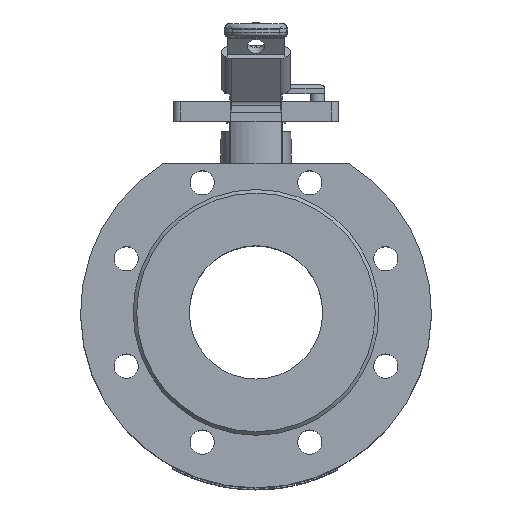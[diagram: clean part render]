
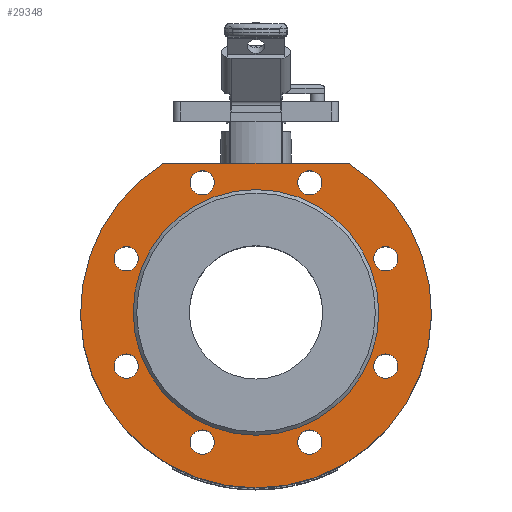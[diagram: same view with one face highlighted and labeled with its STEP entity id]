
A CAD part, top view. The second image highlights one B-rep face of the part: STEP entity #29348.
In plain terms, the highlighted planar face has unit normal (0, 0, 1).
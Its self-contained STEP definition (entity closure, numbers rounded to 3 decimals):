
#199=FACE_BOUND('',#6013,.T.);
#200=FACE_BOUND('',#6014,.T.);
#201=FACE_BOUND('',#6015,.T.);
#202=FACE_BOUND('',#6016,.T.);
#203=FACE_BOUND('',#6017,.T.);
#204=FACE_BOUND('',#6018,.T.);
#205=FACE_BOUND('',#6019,.T.);
#206=FACE_BOUND('',#6020,.T.);
#207=FACE_BOUND('',#6021,.T.);
#3086=CIRCLE('',#30995,100.);
#3088=CIRCLE('',#31012,6.918);
#3093=CIRCLE('',#31019,6.918);
#3098=CIRCLE('',#31026,6.918);
#3103=CIRCLE('',#31033,6.918);
#3108=CIRCLE('',#31040,6.918);
#3113=CIRCLE('',#31047,6.918);
#3118=CIRCLE('',#31054,6.918);
#3123=CIRCLE('',#31061,6.918);
#3132=CIRCLE('',#31080,70.);
#4301=FACE_OUTER_BOUND('',#6012,.T.);
#6012=EDGE_LOOP('',(#23769,#23770));
#6013=EDGE_LOOP('',(#23771));
#6014=EDGE_LOOP('',(#23772));
#6015=EDGE_LOOP('',(#23773));
#6016=EDGE_LOOP('',(#23774));
#6017=EDGE_LOOP('',(#23775));
#6018=EDGE_LOOP('',(#23776));
#6019=EDGE_LOOP('',(#23777));
#6020=EDGE_LOOP('',(#23778));
#6021=EDGE_LOOP('',(#23779));
#7970=LINE('',#58902,#10135);
#10135=VECTOR('',#35381,10.);
#12767=VERTEX_POINT('',#58739);
#12768=VERTEX_POINT('',#58741);
#12770=VERTEX_POINT('',#58761);
#12775=VERTEX_POINT('',#58775);
#12780=VERTEX_POINT('',#58789);
#12785=VERTEX_POINT('',#58803);
#12790=VERTEX_POINT('',#58817);
#12795=VERTEX_POINT('',#58831);
#12800=VERTEX_POINT('',#58845);
#12805=VERTEX_POINT('',#58859);
#12814=VERTEX_POINT('',#58894);
#16519=EDGE_CURVE('',#12768,#12767,#3086,.T.);
#16523=EDGE_CURVE('',#12770,#12770,#3088,.T.);
#16530=EDGE_CURVE('',#12775,#12775,#3093,.T.);
#16537=EDGE_CURVE('',#12780,#12780,#3098,.T.);
#16544=EDGE_CURVE('',#12785,#12785,#3103,.T.);
#16551=EDGE_CURVE('',#12790,#12790,#3108,.T.);
#16558=EDGE_CURVE('',#12795,#12795,#3113,.T.);
#16565=EDGE_CURVE('',#12800,#12800,#3118,.T.);
#16572=EDGE_CURVE('',#12805,#12805,#3123,.T.);
#16588=EDGE_CURVE('',#12814,#12814,#3132,.T.);
#16590=EDGE_CURVE('',#12767,#12768,#7970,.T.);
#23769=ORIENTED_EDGE('',*,*,#16590,.T.);
#23770=ORIENTED_EDGE('',*,*,#16519,.T.);
#23771=ORIENTED_EDGE('',*,*,#16523,.T.);
#23772=ORIENTED_EDGE('',*,*,#16530,.T.);
#23773=ORIENTED_EDGE('',*,*,#16537,.T.);
#23774=ORIENTED_EDGE('',*,*,#16544,.T.);
#23775=ORIENTED_EDGE('',*,*,#16551,.T.);
#23776=ORIENTED_EDGE('',*,*,#16558,.T.);
#23777=ORIENTED_EDGE('',*,*,#16565,.T.);
#23778=ORIENTED_EDGE('',*,*,#16572,.T.);
#23779=ORIENTED_EDGE('',*,*,#16588,.T.);
#26427=PLANE('',#31085);
#29348=ADVANCED_FACE('',(#4301,#199,#200,#201,#202,#203,#204,#205,#206,
#207),#26427,.T.);
#30995=AXIS2_PLACEMENT_3D('',#58742,#35177,#35178);
#31012=AXIS2_PLACEMENT_3D('',#58763,#35213,#35214);
#31019=AXIS2_PLACEMENT_3D('',#58777,#35229,#35230);
#31026=AXIS2_PLACEMENT_3D('',#58791,#35245,#35246);
#31033=AXIS2_PLACEMENT_3D('',#58805,#35261,#35262);
#31040=AXIS2_PLACEMENT_3D('',#58819,#35277,#35278);
#31047=AXIS2_PLACEMENT_3D('',#58833,#35293,#35294);
#31054=AXIS2_PLACEMENT_3D('',#58847,#35309,#35310);
#31061=AXIS2_PLACEMENT_3D('',#58861,#35325,#35326);
#31080=AXIS2_PLACEMENT_3D('',#58896,#35370,#35371);
#31085=AXIS2_PLACEMENT_3D('',#58903,#35382,#35383);
#35177=DIRECTION('center_axis',(0.,0.,1.));
#35178=DIRECTION('ref_axis',(0.527,-0.85,0.));
#35213=DIRECTION('center_axis',(0.,0.,-1.));
#35214=DIRECTION('ref_axis',(-1.,0.,0.));
#35229=DIRECTION('center_axis',(0.,0.,-1.));
#35230=DIRECTION('ref_axis',(-1.,0.,0.));
#35245=DIRECTION('center_axis',(0.,0.,-1.));
#35246=DIRECTION('ref_axis',(-1.,0.,0.));
#35261=DIRECTION('center_axis',(0.,0.,-1.));
#35262=DIRECTION('ref_axis',(-1.,0.,0.));
#35277=DIRECTION('center_axis',(0.,0.,-1.));
#35278=DIRECTION('ref_axis',(-1.,0.,0.));
#35293=DIRECTION('center_axis',(0.,0.,-1.));
#35294=DIRECTION('ref_axis',(-1.,0.,0.));
#35309=DIRECTION('center_axis',(0.,0.,-1.));
#35310=DIRECTION('ref_axis',(-1.,0.,0.));
#35325=DIRECTION('center_axis',(0.,0.,-1.));
#35326=DIRECTION('ref_axis',(-1.,0.,0.));
#35370=DIRECTION('center_axis',(0.,0.,-1.));
#35371=DIRECTION('ref_axis',(-1.,0.,0.));
#35381=DIRECTION('',(-1.,0.,0.));
#35382=DIRECTION('center_axis',(0.,0.,1.));
#35383=DIRECTION('ref_axis',(1.,0.,0.));
#58739=CARTESIAN_POINT('',(52.678,85.,57.5));
#58741=CARTESIAN_POINT('',(-52.678,85.,57.5));
#58742=CARTESIAN_POINT('Origin',(0.,0.,57.5));
#58761=CARTESIAN_POINT('',(-66.993,-30.615,57.5));
#58763=CARTESIAN_POINT('Origin',(-73.91,-30.615,57.5));
#58775=CARTESIAN_POINT('',(80.828,-30.615,57.5));
#58777=CARTESIAN_POINT('Origin',(73.91,-30.615,57.5));
#58789=CARTESIAN_POINT('',(37.532,73.91,57.5));
#58791=CARTESIAN_POINT('Origin',(30.615,73.91,57.5));
#58803=CARTESIAN_POINT('',(-66.993,30.615,57.5));
#58805=CARTESIAN_POINT('Origin',(-73.91,30.615,57.5));
#58817=CARTESIAN_POINT('',(-23.697,73.91,57.5));
#58819=CARTESIAN_POINT('Origin',(-30.615,73.91,57.5));
#58831=CARTESIAN_POINT('',(80.828,30.615,57.5));
#58833=CARTESIAN_POINT('Origin',(73.91,30.615,57.5));
#58845=CARTESIAN_POINT('',(-23.697,-73.91,57.5));
#58847=CARTESIAN_POINT('Origin',(-30.615,-73.91,57.5));
#58859=CARTESIAN_POINT('',(37.532,-73.91,57.5));
#58861=CARTESIAN_POINT('Origin',(30.615,-73.91,57.5));
#58894=CARTESIAN_POINT('',(70.,0.,57.5));
#58896=CARTESIAN_POINT('Origin',(0.,0.,57.5));
#58902=CARTESIAN_POINT('',(-52.678,85.,57.5));
#58903=CARTESIAN_POINT('Origin',(0.,2.135,
57.5));
